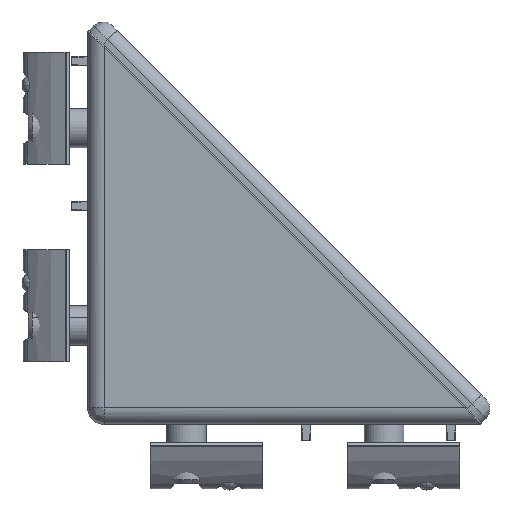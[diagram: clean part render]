
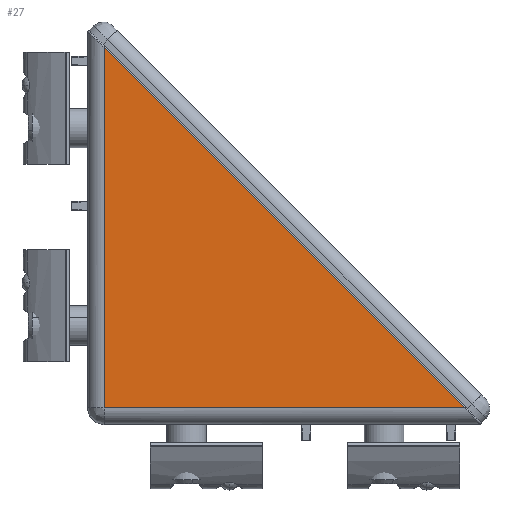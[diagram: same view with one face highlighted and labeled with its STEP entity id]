
A CAD part, top view. The second image highlights one B-rep face of the part: STEP entity #27.
In plain terms, the highlighted planar face has unit normal (0, 0, 1).
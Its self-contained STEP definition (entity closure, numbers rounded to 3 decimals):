
#27 = ADVANCED_FACE ( 'NONE', ( #31672 ), #808, .T. ) ;
#253 = VECTOR ( 'NONE', #20693, 1000. ) ;
#808 = PLANE ( 'NONE',  #20773 ) ;
#868 = LINE ( 'NONE', #12271, #25905 ) ;
#2722 = ORIENTED_EDGE ( 'NONE', *, *, #19794, .T. ) ;
#3076 = DIRECTION ( 'NONE',  ( 0., -1., 0. ) ) ;
#5353 = ORIENTED_EDGE ( 'NONE', *, *, #17002, .T. ) ;
#5835 = LINE ( 'NONE', #6219, #17976 ) ;
#6219 = CARTESIAN_POINT ( 'NONE',  ( 2.5, 21.213, 14.9 ) ) ;
#9061 = CARTESIAN_POINT ( 'NONE',  ( 2.5, 2.5, 14.9 ) ) ;
#9264 = CARTESIAN_POINT ( 'NONE',  ( 21.213, 2.5, 14.9 ) ) ;
#10327 = ORIENTED_EDGE ( 'NONE', *, *, #20979, .T. ) ;
#11728 = LINE ( 'NONE', #9264, #253 ) ;
#12215 = DIRECTION ( 'NONE',  ( 1., 0., 0. ) ) ;
#12271 = CARTESIAN_POINT ( 'NONE',  ( 57.217, 2.5, 14.9 ) ) ;
#12327 = VERTEX_POINT ( 'NONE', #29982 ) ;
#13560 = CARTESIAN_POINT ( 'NONE',  ( 57.217, 2.5, 14.9 ) ) ;
#14228 = VERTEX_POINT ( 'NONE', #9061 ) ;
#14456 = DIRECTION ( 'NONE',  ( 0., 0., 1. ) ) ;
#17002 = EDGE_CURVE ( 'NONE', #12327, #14228, #5835, .T. ) ;
#17976 = VECTOR ( 'NONE', #3076, 1000. ) ;
#19794 = EDGE_CURVE ( 'NONE', #23836, #12327, #868, .T. ) ;
#20693 = DIRECTION ( 'NONE',  ( 1., 0., 0. ) ) ;
#20773 = AXIS2_PLACEMENT_3D ( 'NONE', #34475, #14456, #12215 ) ;
#20875 = DIRECTION ( 'NONE',  ( -0.707, 0.707, 0. ) ) ;
#20979 = EDGE_CURVE ( 'NONE', #14228, #23836, #11728, .T. ) ;
#23836 = VERTEX_POINT ( 'NONE', #13560 ) ;
#25905 = VECTOR ( 'NONE', #20875, 1000. ) ;
#29982 = CARTESIAN_POINT ( 'NONE',  ( 2.5, 57.217, 14.9 ) ) ;
#31672 = FACE_OUTER_BOUND ( 'NONE', #33124, .T. ) ;
#33124 = EDGE_LOOP ( 'NONE', ( #5353, #10327, #2722 ) ) ;
#34475 = CARTESIAN_POINT ( 'NONE',  ( 21.213, 21.213, 14.9 ) ) ;
